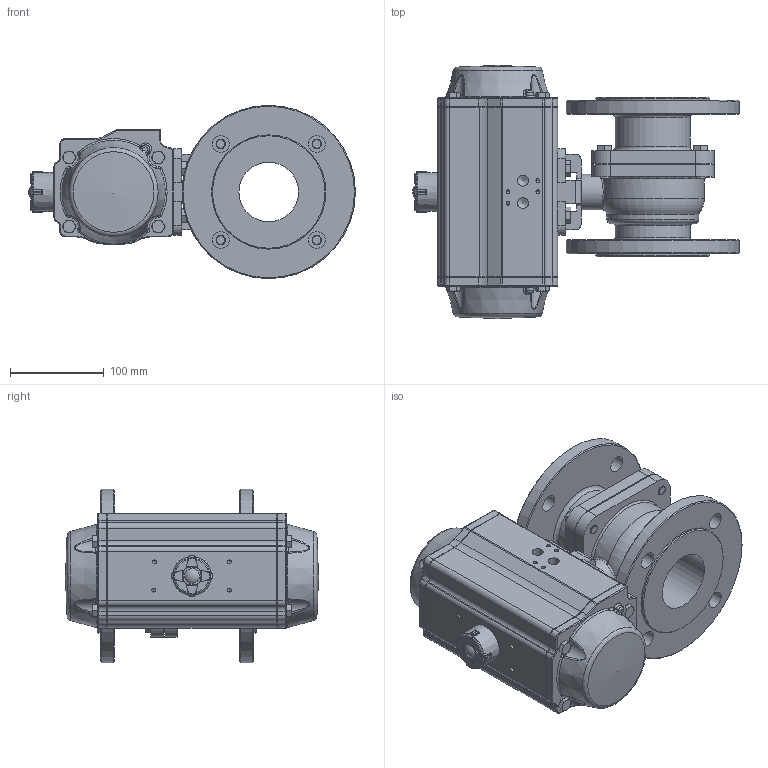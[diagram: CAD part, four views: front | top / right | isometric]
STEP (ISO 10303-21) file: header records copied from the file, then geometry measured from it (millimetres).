
FILE_DESCRIPTION(/* description */ ('Unknown'),/* implementation_level */ '2;1');
FILE_NAME(/* name */ 'FR05 0921_0930-10',/* time_stamp */ '2023-08-02T09:00:14+02:00',/* author */ ('Unknown'),/* organization */ ('Unknown'),/* preprocessor_version */ 'ST-DEVELOPER v18.102',/* originating_system */ 'Solid Edge',/* authorisation */ 'Unknown');
FILE_SCHEMA (('AUTOMOTIVE_DESIGN {1 0 10303 214 3 1 1}'));
Length unit declared in the file: millimetre
Products named in the file (16): FR050921-10; 8.200.065; Teil1_065; Teil2_065; M10x30; M8x20; DW06_FR05_(DW160_FR119); ____; ________(___________; _____________; ______; Deckel 1; hexagon head bolts--product grade c gb_GB_FASTENER_BOLT_HHBC M8X40-N; cup head nib bolts with large head gb_GB_FASTENER_BOLT_CHNBW M6X25-N; KP-100; Deckel 2
Assembly tree (30 placements, depth 4):
  FR050921-10
    8.200.065
      Teil1_065
      Teil2_065
      M10x30  x4
    M8x20  x4
    DW06_FR05_(DW160_FR119)
      ____
        ________(___________  x2
        _____________  x2
        ______
      Deckel 1
      hexagon head bolts--product grade c gb_GB_FASTENER_BOLT_HHBC M8X40-N  x8
      cup head nib bolts with large head gb_GB_FASTENER_BOLT_CHNBW M6X25-N
      KP-100
      Deckel 2
Bounding box: 348.81 x 270.2 x 185 mm (x, y, z)
Volume: 4989323.9 mm3; surface area: 509192.7 mm2
Topology: 27 solids, 28 shells, 1203 faces, 2909 edges, 1787 vertices
Faces by surface type: plane 430, cylinder 362, bspline 147, cone 141, torus 110, sphere 13
Full cylindrical faces by diameter (mm): 2.6 x2, 3 x16, 3.3 x8, 4.2 x8, 4.66 x1, 5 x1, 6 x1, 6.2 x1, 6.8 x16, 8 x12, 8.376 x4, 8.5 x4, 9 x4, 10 x4, 11 x8, 11.8 x2, 18 x8, 21 x1, 24.6 x2, 26.8 x1, 37.2 x1, 38 x1, 38.5 x1, 48 x1, 63.5 x2, 80 x2, 98 x1, 120 x1, 122 x2, 185 x2
Entity records: 31624 total; most frequent: CARTESIAN_POINT 11005, DIRECTION 4023, ORIENTED_EDGE 3828, EDGE_CURVE 1914, AXIS2_PLACEMENT_3D 1611, VERTEX_POINT 1280, FACE_BOUND 1142, EDGE_LOOP 1117
